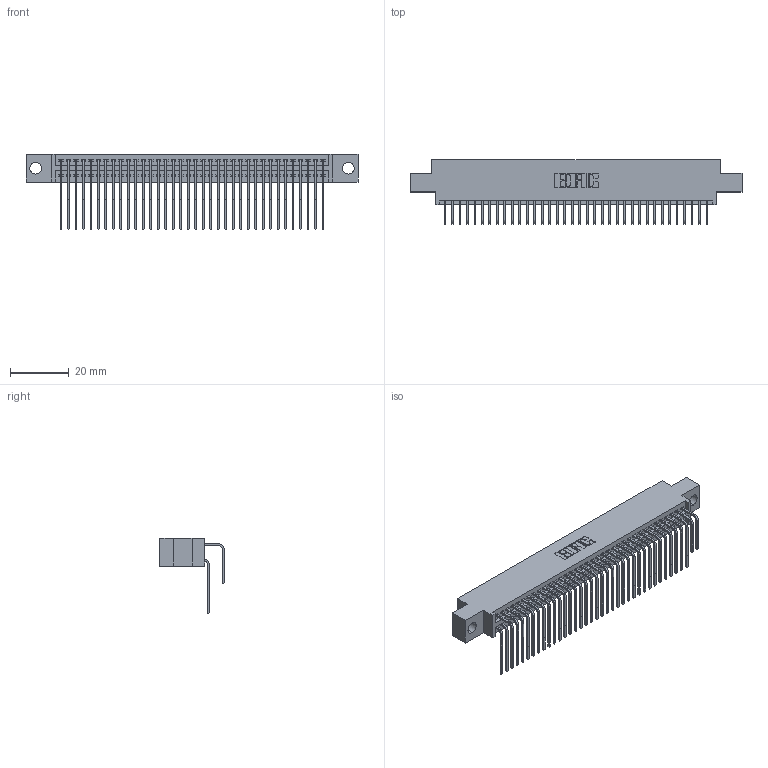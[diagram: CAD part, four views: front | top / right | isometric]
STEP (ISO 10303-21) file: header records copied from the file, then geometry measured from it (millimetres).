
FILE_DESCRIPTION (( 'STEP AP203' ), '1' );
FILE_NAME ('345-072-558-804.STEP', '2018-10-02T09:40:28', ( '' ), ( '' ), 'SwSTEP 2.0', 'SolidWorks 2016', '' );
FILE_SCHEMA (( 'CONFIG_CONTROL_DESIGN' ));
Length unit declared in the file: inch
Products named in the file (4): 345-292-001_558 559 Tail - 1; 345-292-001_558 Tail - 2; 345-072-558-804; 345 Part_0.170 Offset - 0.156 Dia-TH
Assembly tree (73 placements, depth 2):
  345-072-558-804
    345 Part_0.170 Offset - 0.156 Dia-TH
    345-292-001_558 559 Tail - 1  x36
    345-292-001_558 Tail - 2  x36
Bounding box: 112.65 x 21.83 x 25.53 mm (x, y, z)
Volume: 11101.3 mm3; surface area: 18205.1 mm2
Topology: 73 solids, 73 shells, 3874 faces, 11513 edges, 7578 vertices
Faces by surface type: plane 2604, cylinder 1270
Entity records: 30841 total; most frequent: CARTESIAN_POINT 5223, ORIENTED_EDGE 5106, DIRECTION 4585, EDGE_CURVE 2553, LINE 2237, VECTOR 2237, VERTEX_POINT 1698, AXIS2_PLACEMENT_3D 1174
